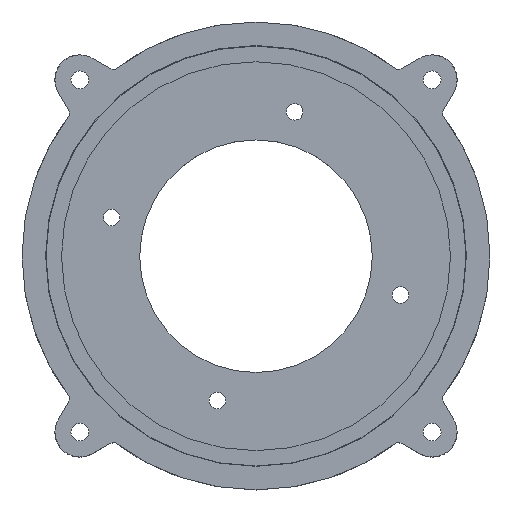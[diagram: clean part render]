
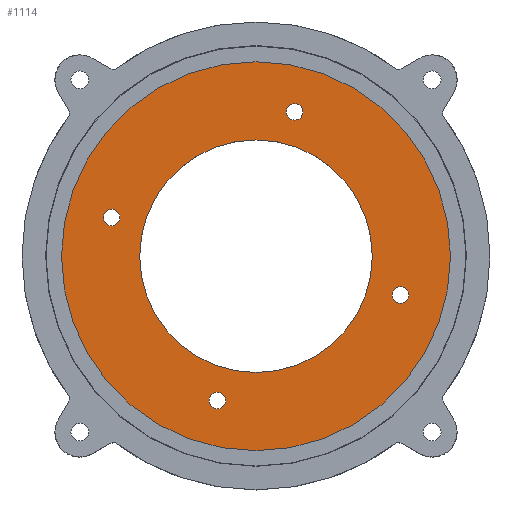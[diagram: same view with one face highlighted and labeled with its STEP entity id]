
A CAD part, top view. The second image highlights one B-rep face of the part: STEP entity #1114.
In plain terms, the highlighted face is planar.
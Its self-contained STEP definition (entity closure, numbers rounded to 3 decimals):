
#71=FACE_BOUND('',#214,.T.);
#72=FACE_BOUND('',#215,.T.);
#73=FACE_BOUND('',#216,.T.);
#74=FACE_BOUND('',#217,.T.);
#75=FACE_BOUND('',#218,.T.);
#95=PLANE('',#1246);
#145=FACE_OUTER_BOUND('',#213,.T.);
#213=EDGE_LOOP('',(#986));
#214=EDGE_LOOP('',(#987));
#215=EDGE_LOOP('',(#988));
#216=EDGE_LOOP('',(#989));
#217=EDGE_LOOP('',(#990));
#218=EDGE_LOOP('',(#991));
#410=CIRCLE('',#1236,21.);
#413=CIRCLE('',#1240,35.126);
#416=CIRCLE('',#1247,1.5);
#417=CIRCLE('',#1248,1.5);
#418=CIRCLE('',#1249,1.5);
#419=CIRCLE('',#1250,1.5);
#521=VERTEX_POINT('',#2161);
#524=VERTEX_POINT('',#2169);
#527=VERTEX_POINT('',#2182);
#528=VERTEX_POINT('',#2184);
#529=VERTEX_POINT('',#2186);
#530=VERTEX_POINT('',#2188);
#674=EDGE_CURVE('',#521,#521,#410,.T.);
#679=EDGE_CURVE('',#524,#524,#413,.T.);
#684=EDGE_CURVE('',#527,#527,#416,.T.);
#685=EDGE_CURVE('',#528,#528,#417,.T.);
#686=EDGE_CURVE('',#529,#529,#418,.T.);
#687=EDGE_CURVE('',#530,#530,#419,.T.);
#986=ORIENTED_EDGE('',*,*,#679,.T.);
#987=ORIENTED_EDGE('',*,*,#674,.T.);
#988=ORIENTED_EDGE('',*,*,#684,.F.);
#989=ORIENTED_EDGE('',*,*,#685,.F.);
#990=ORIENTED_EDGE('',*,*,#686,.F.);
#991=ORIENTED_EDGE('',*,*,#687,.F.);
#1114=ADVANCED_FACE('',(#145,#71,#72,#73,#74,#75),#95,.T.);
#1236=AXIS2_PLACEMENT_3D('',#2162,#1521,#1522);
#1240=AXIS2_PLACEMENT_3D('',#2171,#1531,#1532);
#1246=AXIS2_PLACEMENT_3D('',#2181,#1545,#1546);
#1247=AXIS2_PLACEMENT_3D('',#2183,#1547,#1548);
#1248=AXIS2_PLACEMENT_3D('',#2185,#1549,#1550);
#1249=AXIS2_PLACEMENT_3D('',#2187,#1551,#1552);
#1250=AXIS2_PLACEMENT_3D('',#2189,#1553,#1554);
#1521=DIRECTION('center_axis',(0.,0.174,-0.985));
#1522=DIRECTION('ref_axis',(1.,0.,0.));
#1531=DIRECTION('center_axis',(0.,-0.174,
0.985));
#1532=DIRECTION('ref_axis',(1.,0.,0.));
#1545=DIRECTION('center_axis',(0.,-0.174,
0.985));
#1546=DIRECTION('ref_axis',(1.,0.,0.));
#1547=DIRECTION('center_axis',(0.,-0.174,
0.985));
#1548=DIRECTION('ref_axis',(0.,-0.985,-0.174));
#1549=DIRECTION('center_axis',(0.,-0.174,
0.985));
#1550=DIRECTION('ref_axis',(0.,-0.985,-0.174));
#1551=DIRECTION('center_axis',(0.,-0.174,
0.985));
#1552=DIRECTION('ref_axis',(0.,-0.985,-0.174));
#1553=DIRECTION('center_axis',(0.,-0.174,
0.985));
#1554=DIRECTION('ref_axis',(0.,-0.985,-0.174));
#2161=CARTESIAN_POINT('',(-21.,1.497,1.443));
#2162=CARTESIAN_POINT('Origin',(0.,1.497,1.443));
#2169=CARTESIAN_POINT('',(-35.126,1.497,1.443));
#2171=CARTESIAN_POINT('Origin',(0.,1.497,
1.443));
#2181=CARTESIAN_POINT('Origin',(-2.,1.497,1.443));
#2182=CARTESIAN_POINT('',(6.988,28.658,6.232));
#2183=CARTESIAN_POINT('Origin',(6.988,27.18,5.972));
#2184=CARTESIAN_POINT('',(-26.08,9.856,2.917));
#2185=CARTESIAN_POINT('Origin',(-26.08,8.379,2.657));
#2186=CARTESIAN_POINT('',(-6.988,-22.71,-2.825));
#2187=CARTESIAN_POINT('Origin',(-6.988,-24.187,-3.085));
#2188=CARTESIAN_POINT('',(26.08,-3.908,0.49));
#2189=CARTESIAN_POINT('Origin',(26.08,-5.385,0.23));
